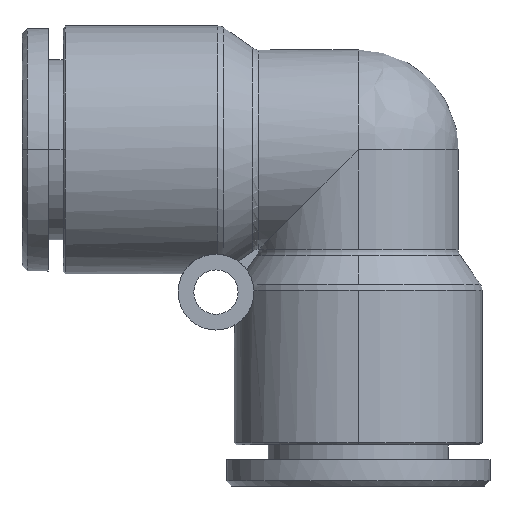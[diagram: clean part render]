
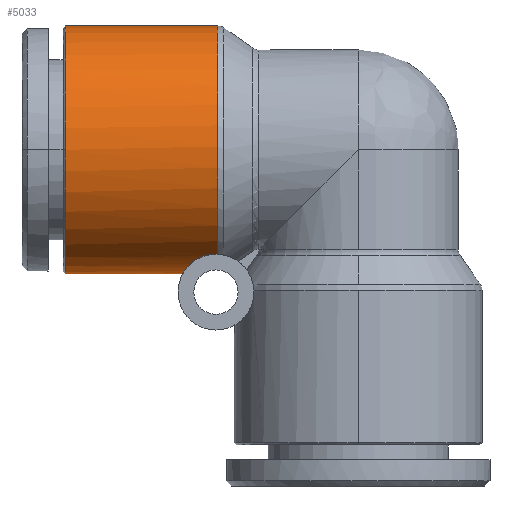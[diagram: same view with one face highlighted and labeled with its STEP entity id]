
A CAD part, front view. The second image highlights one B-rep face of the part: STEP entity #5033.
In plain terms, the highlighted cylindrical face has radius 11.75 mm (diameter 23.5 mm), a partial arc.
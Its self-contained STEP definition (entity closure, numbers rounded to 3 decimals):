
#41 = ORIENTED_EDGE ( 'NONE', *, *, #8001, .T. ) ;
#44 = CARTESIAN_POINT ( 'NONE',  ( -11.25, 0., 0. ) ) ;
#726 = CARTESIAN_POINT ( 'NONE',  ( -5.128, -6.326, -9.902 ) ) ;
#762 = CARTESIAN_POINT ( 'NONE',  ( -5.066, -6.321, -9.905 ) ) ;
#830 = CARTESIAN_POINT ( 'NONE',  ( -5.25, -6.329, -9.9 ) ) ;
#1013 = EDGE_CURVE ( 'NONE', #1326, #12970, #3709, .T. ) ;
#1326 = VERTEX_POINT ( 'NONE', #1647 ) ;
#1364 = AXIS2_PLACEMENT_3D ( 'NONE', #7422, #3384, #11483 ) ;
#1389 = VERTEX_POINT ( 'NONE', #830 ) ;
#1539 = CARTESIAN_POINT ( 'NONE',  ( -5.066, 0., 11.75 ) ) ;
#1647 = CARTESIAN_POINT ( 'NONE',  ( -19.55, 0., 11.75 ) ) ;
#1709 = CARTESIAN_POINT ( 'NONE',  ( -11.25, 0., 11.75 ) ) ;
#1727 = CARTESIAN_POINT ( 'NONE',  ( -6.074, -6.183, -9.992 ) ) ;
#1772 = CARTESIAN_POINT ( 'NONE',  ( -8.388, -0.675, -11.735 ) ) ;
#1863 = CARTESIAN_POINT ( 'NONE',  ( -8.109, -3.309, -11.293 ) ) ;
#2035 = DIRECTION ( 'NONE',  ( 0., 0., -1. ) ) ;
#2156 = CARTESIAN_POINT ( 'NONE',  ( -11.25, 0., -11.75 ) ) ;
#2722 = CARTESIAN_POINT ( 'NONE',  ( -5.25, -6.329, -9.9 ) ) ;
#2777 = CARTESIAN_POINT ( 'NONE',  ( -8.396, -0.338, -11.75 ) ) ;
#2816 = CARTESIAN_POINT ( 'NONE',  ( -8.355, -1.345, -11.678 ) ) ;
#2861 = CARTESIAN_POINT ( 'NONE',  ( -5.25, -6.329, -9.9 ) ) ;
#3191 = AXIS2_PLACEMENT_3D ( 'NONE', #5311, #9419, #5356 ) ;
#3312 = CARTESIAN_POINT ( 'NONE',  ( -19.55, 0., -11.75 ) ) ;
#3384 = DIRECTION ( 'NONE',  ( -1., 0., 0. ) ) ;
#3669 = AXIS2_PLACEMENT_3D ( 'NONE', #44, #6045, #12043 ) ;
#3709 = LINE ( 'NONE', #1709, #9053 ) ;
#3841 = CARTESIAN_POINT ( 'NONE',  ( -5.419, -6.329, -9.9 ) ) ;
#3877 = B_SPLINE_CURVE_WITH_KNOTS ( 'NONE', 3,
 ( #2861, #3841, #6787, #4804, #1727, #8760, #7757, #12839, #9780, #5727, #11881, #4850, #12934, #12887, #5807, #1863, #7802, #5894, #2816, #1772, #2777, #9863 ),
 .UNSPECIFIED., .F., .F.,
 ( 4, 2, 2, 2, 2, 2, 2, 2, 2, 2, 4 ),
 ( -0.008, -0.007, -0.007, -0.006, -0.006, -0.005, -0.005, -0.004, -0.002, -0.001, 0. ),
 .UNSPECIFIED. ) ;
#4489 = CIRCLE ( 'NONE', #8653, 11.75 ) ;
#4539 = ORIENTED_EDGE ( 'NONE', *, *, #7655, .F. ) ;
#4543 = ORIENTED_EDGE ( 'NONE', *, *, #10247, .T. ) ;
#4804 = CARTESIAN_POINT ( 'NONE',  ( -5.915, -6.237, -9.958 ) ) ;
#4850 = CARTESIAN_POINT ( 'NONE',  ( -7.392, -5.063, -10.604 ) ) ;
#5027 = CARTESIAN_POINT ( 'NONE',  ( -19.55, -11.75, 0. ) ) ;
#5033 = ADVANCED_FACE ( 'NONE', ( #7421 ), #7075, .T. ) ;
#5182 = CARTESIAN_POINT ( 'NONE',  ( -19.55, 0., 0. ) ) ;
#5311 = CARTESIAN_POINT ( 'NONE',  ( -19.55, 0., 0. ) ) ;
#5356 = DIRECTION ( 'NONE',  ( 0., 0., -1. ) ) ;
#5638 = CIRCLE ( 'NONE', #3191, 11.75 ) ;
#5659 = CARTESIAN_POINT ( 'NONE',  ( -5.066, -6.321, -9.905 ) ) ;
#5727 = CARTESIAN_POINT ( 'NONE',  ( -7.109, -5.442, -10.415 ) ) ;
#5807 = CARTESIAN_POINT ( 'NONE',  ( -7.815, -4.221, -10.97 ) ) ;
#5876 = CARTESIAN_POINT ( 'NONE',  ( -8.396, 0., -11.75 ) ) ;
#5894 = CARTESIAN_POINT ( 'NONE',  ( -8.329, -1.68, -11.634 ) ) ;
#6045 = DIRECTION ( 'NONE',  ( 1., 0., 0. ) ) ;
#6371 = ORIENTED_EDGE ( 'NONE', *, *, #8722, .T. ) ;
#6504 = CIRCLE ( 'NONE', #1364, 11.75 ) ;
#6506 = EDGE_CURVE ( 'NONE', #11440, #8122, #5638, .T. ) ;
#6603 = EDGE_LOOP ( 'NONE', ( #11212, #41, #11168, #4543, #9054, #4539, #6371 ) ) ;
#6787 = CARTESIAN_POINT ( 'NONE',  ( -5.586, -6.31, -9.912 ) ) ;
#7075 = CYLINDRICAL_SURFACE ( 'NONE', #3669, 11.75 ) ;
#7421 = FACE_OUTER_BOUND ( 'NONE', #6603, .T. ) ;
#7422 = CARTESIAN_POINT ( 'NONE',  ( -5.066, 0., 0. ) ) ;
#7655 = EDGE_CURVE ( 'NONE', #8345, #1389, #11436, .T. ) ;
#7757 = CARTESIAN_POINT ( 'NONE',  ( -6.513, -5.962, -10.126 ) ) ;
#7802 = CARTESIAN_POINT ( 'NONE',  ( -8.221, -2.67, -11.462 ) ) ;
#8001 = EDGE_CURVE ( 'NONE', #1326, #11440, #4489, .T. ) ;
#8122 = VERTEX_POINT ( 'NONE', #3312 ) ;
#8345 = VERTEX_POINT ( 'NONE', #5659 ) ;
#8399 = VERTEX_POINT ( 'NONE', #5876 ) ;
#8653 = AXIS2_PLACEMENT_3D ( 'NONE', #5182, #12218, #2035 ) ;
#8722 = EDGE_CURVE ( 'NONE', #8345, #12970, #6504, .T. ) ;
#8760 = CARTESIAN_POINT ( 'NONE',  ( -6.371, -6.046, -10.076 ) ) ;
#9053 = VECTOR ( 'NONE', #11950, 1000. ) ;
#9054 = ORIENTED_EDGE ( 'NONE', *, *, #12625, .F. ) ;
#9297 = VECTOR ( 'NONE', #11086, 1000. ) ;
#9419 = DIRECTION ( 'NONE',  ( 1., 0., 0. ) ) ;
#9780 = CARTESIAN_POINT ( 'NONE',  ( -6.89, -5.669, -10.293 ) ) ;
#9863 = CARTESIAN_POINT ( 'NONE',  ( -8.396, 0., -11.75 ) ) ;
#10247 = EDGE_CURVE ( 'NONE', #8122, #8399, #11313, .T. ) ;
#10771 = CARTESIAN_POINT ( 'NONE',  ( -5.189, -6.329, -9.9 ) ) ;
#11086 = DIRECTION ( 'NONE',  ( 1., 0., 0. ) ) ;
#11168 = ORIENTED_EDGE ( 'NONE', *, *, #6506, .T. ) ;
#11212 = ORIENTED_EDGE ( 'NONE', *, *, #1013, .F. ) ;
#11313 = LINE ( 'NONE', #2156, #9297 ) ;
#11436 = B_SPLINE_CURVE_WITH_KNOTS ( 'NONE', 3,
 ( #762, #726, #10771, #2722 ),
 .UNSPECIFIED., .F., .F.,
 ( 4, 4 ),
 ( -0.008, -0.008 ),
 .UNSPECIFIED. ) ;
#11440 = VERTEX_POINT ( 'NONE', #5027 ) ;
#11483 = DIRECTION ( 'NONE',  ( 0., 0., -1. ) ) ;
#11881 = CARTESIAN_POINT ( 'NONE',  ( -7.21, -5.319, -10.478 ) ) ;
#11950 = DIRECTION ( 'NONE',  ( 1., 0., 0. ) ) ;
#12043 = DIRECTION ( 'NONE',  ( 0., 0., -1. ) ) ;
#12218 = DIRECTION ( 'NONE',  ( 1., 0., 0. ) ) ;
#12625 = EDGE_CURVE ( 'NONE', #1389, #8399, #3877, .T. ) ;
#12839 = CARTESIAN_POINT ( 'NONE',  ( -6.772, -5.773, -10.234 ) ) ;
#12887 = CARTESIAN_POINT ( 'NONE',  ( -7.696, -4.517, -10.851 ) ) ;
#12934 = CARTESIAN_POINT ( 'NONE',  ( -7.473, -4.93, -10.667 ) ) ;
#12970 = VERTEX_POINT ( 'NONE', #1539 ) ;
